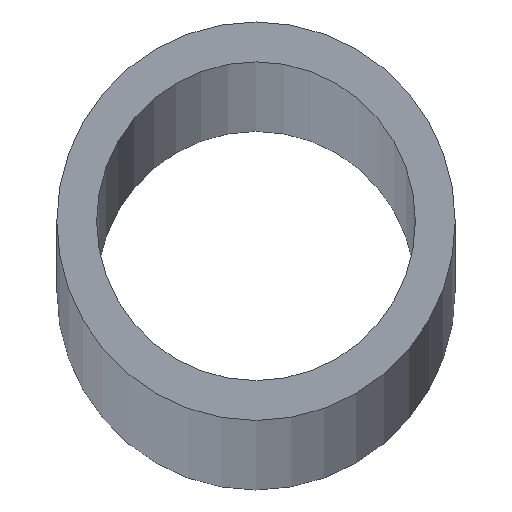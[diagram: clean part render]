
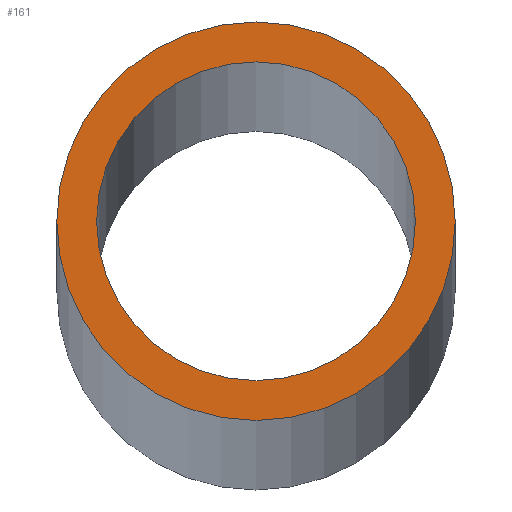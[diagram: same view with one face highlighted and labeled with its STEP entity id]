
A CAD part, top view. The second image highlights one B-rep face of the part: STEP entity #161.
In plain terms, the highlighted planar face has unit normal (0, 0, 1).
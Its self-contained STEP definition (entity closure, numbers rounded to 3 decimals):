
#6 = DIRECTION ( 'NONE',  ( 0., 0., 1. ) ) ;
#20 = DIRECTION ( 'NONE',  ( 1., 0., 0. ) ) ;
#45 = EDGE_CURVE ( 'NONE', #116, #116, #148, .T. ) ;
#50 = CARTESIAN_POINT ( 'NONE',  ( 0., 0., 2000. ) ) ;
#78 = EDGE_CURVE ( 'NONE', #105, #105, #139, .T. ) ;
#84 = PLANE ( 'NONE',  #100 ) ;
#90 = DIRECTION ( 'NONE',  ( 1., 0., 0. ) ) ;
#91 = CARTESIAN_POINT ( 'NONE',  ( 8., 0., 2000. ) ) ;
#97 = DIRECTION ( 'NONE',  ( 1., 0., 0. ) ) ;
#99 = CARTESIAN_POINT ( 'NONE',  ( 0., 0., 2000. ) ) ;
#100 = AXIS2_PLACEMENT_3D ( 'NONE', #99, #130, #90 ) ;
#105 = VERTEX_POINT ( 'NONE', #142 ) ;
#110 = EDGE_LOOP ( 'NONE', ( #165 ) ) ;
#116 = VERTEX_POINT ( 'NONE', #91 ) ;
#123 = FACE_OUTER_BOUND ( 'NONE', #163, .T. ) ;
#130 = DIRECTION ( 'NONE',  ( 0., 0., 1. ) ) ;
#133 = DIRECTION ( 'NONE',  ( 0., 0., 1. ) ) ;
#136 = FACE_BOUND ( 'NONE', #110, .T. ) ;
#139 = CIRCLE ( 'NONE', #143, 10. ) ;
#142 = CARTESIAN_POINT ( 'NONE',  ( 10., 0., 2000. ) ) ;
#143 = AXIS2_PLACEMENT_3D ( 'NONE', #155, #6, #97 ) ;
#148 = CIRCLE ( 'NONE', #153, 8. ) ;
#153 = AXIS2_PLACEMENT_3D ( 'NONE', #50, #133, #20 ) ;
#155 = CARTESIAN_POINT ( 'NONE',  ( 0., 0., 2000. ) ) ;
#159 = ORIENTED_EDGE ( 'NONE', *, *, #78, .T. ) ;
#161 = ADVANCED_FACE ( 'NONE', ( #123, #136 ), #84, .T. ) ;
#163 = EDGE_LOOP ( 'NONE', ( #159 ) ) ;
#165 = ORIENTED_EDGE ( 'NONE', *, *, #45, .F. ) ;
